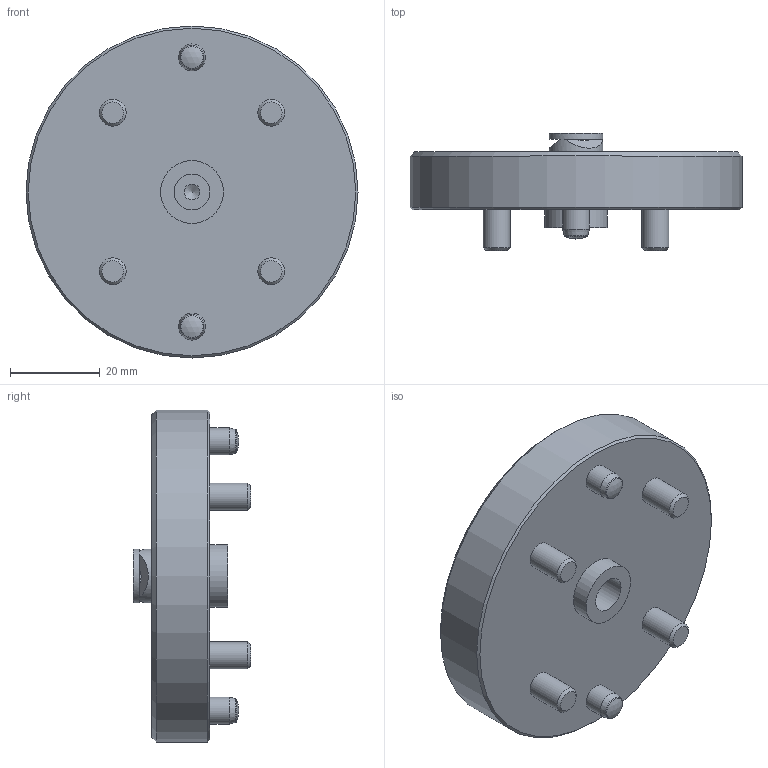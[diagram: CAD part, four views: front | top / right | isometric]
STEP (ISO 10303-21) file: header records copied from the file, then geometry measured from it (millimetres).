
FILE_DESCRIPTION (( 'STEP AP214' ), '1' );
FILE_NAME ('STARK_703 010_ A.STEP', '2017-10-13T06:45:44', ( '' ), ( '' ), 'SwSTEP 2.0', 'SolidWorks 2017', '' );
FILE_SCHEMA (( 'AUTOMOTIVE_DESIGN' ));
Length unit declared in the file: millimetre
Products named in the file (1): STARK_703 010_ A
Bounding box: 74 x 26.1 x 74 mm (x, y, z)
Volume: 56641.7 mm3; surface area: 13371.9 mm2
Topology: 1 solids, 1 shells, 157 faces, 390 edges, 260 vertices
Faces by surface type: plane 88, cylinder 48, cone 11, torus 8, sphere 2
Full cylindrical faces by diameter (mm): 5.75 x2, 6 x6, 8 x1, 11 x4, 12 x1, 14 x1, 74 x1
Entity records: 5633 total; most frequent: DIRECTION 774, CARTESIAN_POINT 758, ORIENTED_EDGE 676, EDGE_CURVE 338, AXIS2_PLACEMENT_3D 284, VERTEX_POINT 244, EDGE_LOOP 224, LINE 206
